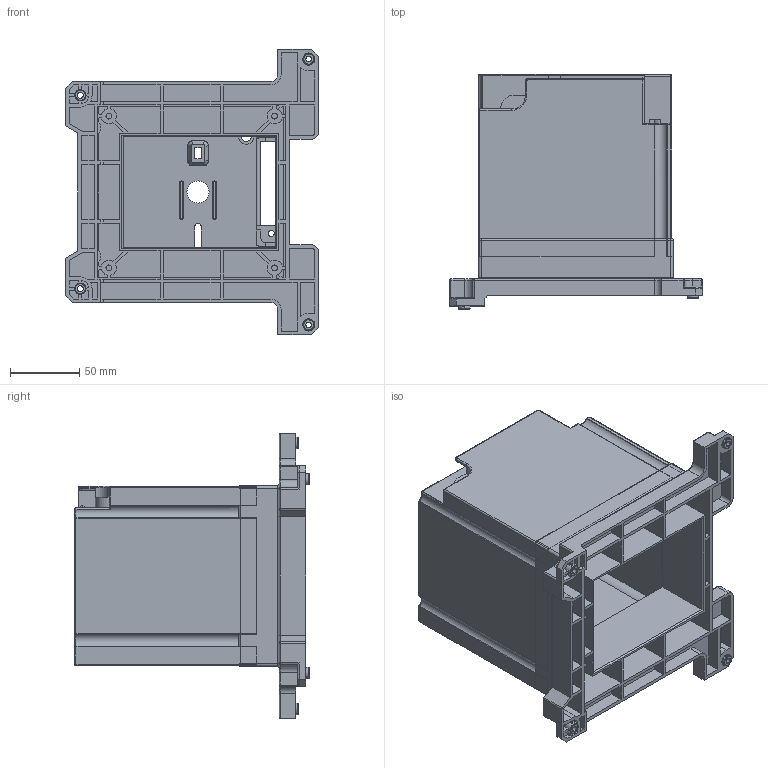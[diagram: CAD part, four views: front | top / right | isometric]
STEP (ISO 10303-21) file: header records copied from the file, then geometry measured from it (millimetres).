
FILE_DESCRIPTION(/* description */ (''),/* implementation_level */ '2;1');
FILE_NAME(/* name */ 'FILE_STP_CAD_DRAWING_3D_P5X193_prt.stp',/* time_stamp */ '2025-07-28T15:39:52+02:00',/* author */ (''),/* organization */ (''),/* preprocessor_version */ 'ST-DEVELOPER v20',/* originating_system */ 'SIEMENS PLM Software NX2406.8500',/* authorisation */ '');
FILE_SCHEMA (('AUTOMOTIVE_DESIGN { 1 0 10303 214 3 1 1 1 }'));
Length unit declared in the file: millimetre
Products named in the file (1): 3D_P5X193
Bounding box: 183.1 x 170 x 206.5 mm (x, y, z)
Surface area: 316802.1 mm2 (no closed solid volume)
Topology: 0 solids, 4 shells, 592 faces, 1707 edges, 1113 vertices
Faces by surface type: plane 334, cylinder 175, torus 37, sphere 22, bspline 16, cone 8
Entity records: 20647 total; most frequent: CARTESIAN_POINT 5079, DIRECTION 3175, ORIENTED_EDGE 3162, EDGE_CURVE 1703, LINE 1201, VECTOR 1201, VERTEX_POINT 1113, AXIS2_PLACEMENT_3D 987
